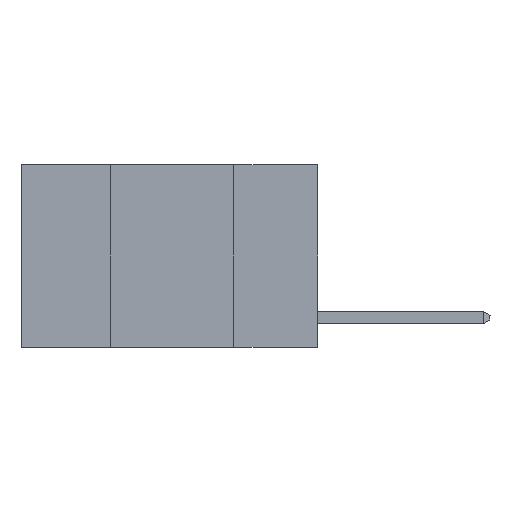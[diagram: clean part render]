
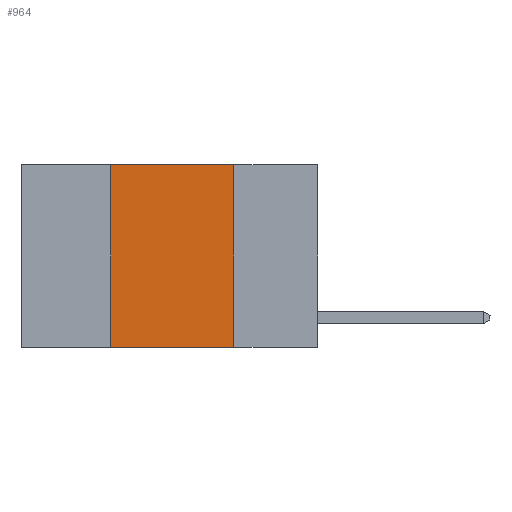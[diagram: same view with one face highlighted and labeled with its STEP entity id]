
A CAD part, left-side view. The second image highlights one B-rep face of the part: STEP entity #964.
In plain terms, the highlighted planar face has unit normal (-1, 0, 0).
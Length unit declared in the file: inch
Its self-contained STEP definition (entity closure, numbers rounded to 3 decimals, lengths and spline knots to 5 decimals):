
#964 = ADVANCED_FACE ( 'NONE', ( #8957 ), #12118, .F. ) ;
#1011 = DIRECTION ( 'NONE',  ( 1., 0., 0. ) ) ;
#1045 = EDGE_CURVE ( 'NONE', #1588, #1166, #2912, .T. ) ;
#1166 = VERTEX_POINT ( 'NONE', #6498 ) ;
#1446 = CARTESIAN_POINT ( 'NONE',  ( 0., 0.17, 0. ) ) ;
#1588 = VERTEX_POINT ( 'NONE', #12437 ) ;
#1614 = CARTESIAN_POINT ( 'NONE',  ( 0., 0.42, 0. ) ) ;
#2491 = EDGE_CURVE ( 'NONE', #12554, #1166, #12661, .T. ) ;
#2575 = VECTOR ( 'NONE', #5539, 39.37008 ) ;
#2912 = LINE ( 'NONE', #2977, #11440 ) ;
#2977 = CARTESIAN_POINT ( 'NONE',  ( 0., 0.6, -0.37 ) ) ;
#3418 = VECTOR ( 'NONE', #9496, 39.37008 ) ;
#3862 = LINE ( 'NONE', #1614, #6628 ) ;
#3898 = CARTESIAN_POINT ( 'NONE',  ( 0., 0.42, 0. ) ) ;
#4188 = EDGE_CURVE ( 'NONE', #12298, #12554, #4531, .T. ) ;
#4531 = LINE ( 'NONE', #9684, #2575 ) ;
#4951 = ORIENTED_EDGE ( 'NONE', *, *, #4188, .F. ) ;
#5086 = DIRECTION ( 'NONE',  ( 0., 0., -1. ) ) ;
#5539 = DIRECTION ( 'NONE',  ( 0., -1., 0. ) ) ;
#5565 = AXIS2_PLACEMENT_3D ( 'NONE', #6937, #1011, #5086 ) ;
#6498 = CARTESIAN_POINT ( 'NONE',  ( 0., 0.17, -0.37 ) ) ;
#6628 = VECTOR ( 'NONE', #12115, 39.37008 ) ;
#6937 = CARTESIAN_POINT ( 'NONE',  ( 0., 0.6, 0. ) ) ;
#7388 = CARTESIAN_POINT ( 'NONE',  ( 0., 0.17, 0. ) ) ;
#8914 = EDGE_CURVE ( 'NONE', #1588, #12298, #3862, .T. ) ;
#8957 = FACE_OUTER_BOUND ( 'NONE', #9071, .T. ) ;
#9071 = EDGE_LOOP ( 'NONE', ( #12477, #4951, #10495, #9503 ) ) ;
#9496 = DIRECTION ( 'NONE',  ( 0., 0., -1. ) ) ;
#9503 = ORIENTED_EDGE ( 'NONE', *, *, #1045, .T. ) ;
#9684 = CARTESIAN_POINT ( 'NONE',  ( 0., 0.6, 0. ) ) ;
#10251 = DIRECTION ( 'NONE',  ( 0., -1., 0. ) ) ;
#10495 = ORIENTED_EDGE ( 'NONE', *, *, #8914, .F. ) ;
#11440 = VECTOR ( 'NONE', #10251, 39.37008 ) ;
#12115 = DIRECTION ( 'NONE',  ( 0., 0., 1. ) ) ;
#12118 = PLANE ( 'NONE',  #5565 ) ;
#12298 = VERTEX_POINT ( 'NONE', #3898 ) ;
#12437 = CARTESIAN_POINT ( 'NONE',  ( 0., 0.42, -0.37 ) ) ;
#12477 = ORIENTED_EDGE ( 'NONE', *, *, #2491, .F. ) ;
#12554 = VERTEX_POINT ( 'NONE', #1446 ) ;
#12661 = LINE ( 'NONE', #7388, #3418 ) ;
